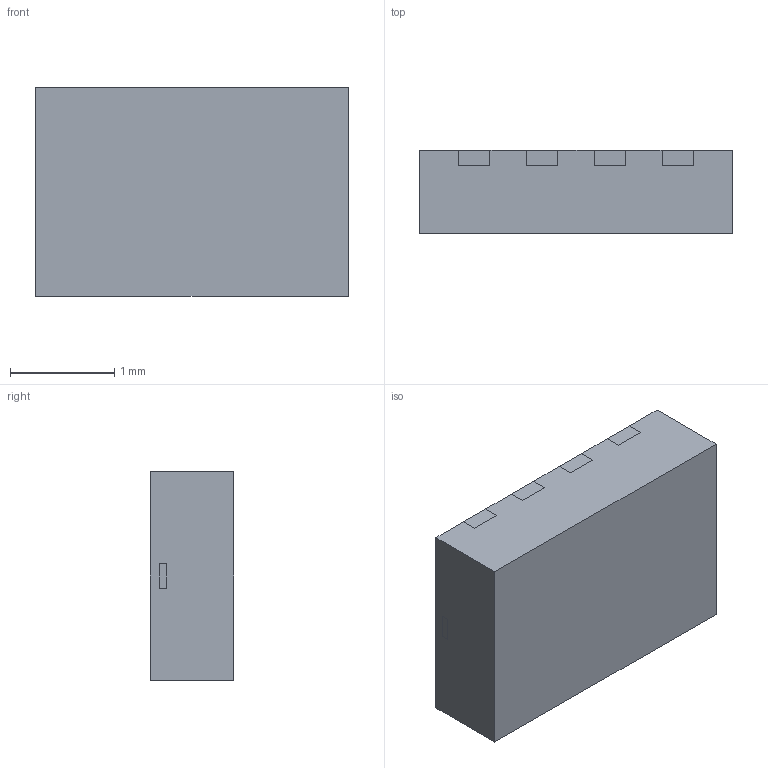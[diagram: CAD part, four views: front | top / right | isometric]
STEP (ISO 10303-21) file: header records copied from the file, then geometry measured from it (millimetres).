
FILE_DESCRIPTION(/* description */ ('Unknown'),/* implementation_level */ '2;1');
FILE_NAME(/* name */ 'DFN3020B-8 STP',/* time_stamp */ '2020-10-12T15:40:37+08:00',/* author */ ('Unknown'),/* organization */ ('Unknown'),/* preprocessor_version */ 'ST-DEVELOPER v16.7',/* originating_system */ 'DEX',/* authorisation */ $);
FILE_SCHEMA (('AUTOMOTIVE_DESIGN {1 0 10303 214 3 1 1}'));
Length unit declared in the file: millimetre
Products named in the file (3): DFN3020B-8; LF; CP
Assembly tree (2 placements, depth 2):
  DFN3020B-8
    LF
    CP
Bounding box: 3 x 0.8 x 2 mm (x, y, z)
Volume: 4.8 mm3; surface area: 36.8 mm2
Topology: 7 solids, 7 shells, 274 faces, 792 edges, 528 vertices
Faces by surface type: plane 204, cylinder 70
Entity records: 10048 total; most frequent: CARTESIAN_POINT 1597, ORIENTED_EDGE 1584, DIRECTION 1486, EDGE_CURVE 792, LINE 652, VECTOR 652, VERTEX_POINT 528, AXIS2_PLACEMENT_3D 417
